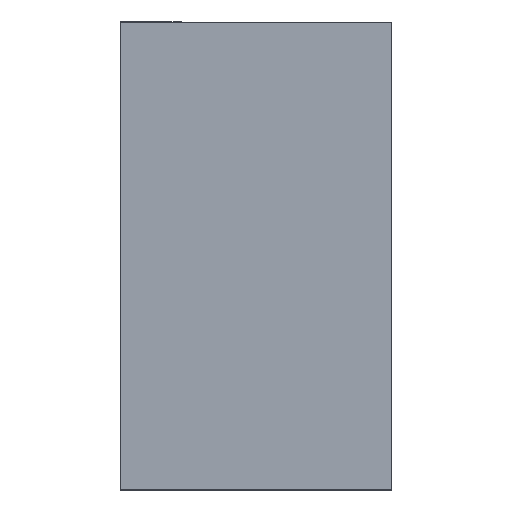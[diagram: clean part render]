
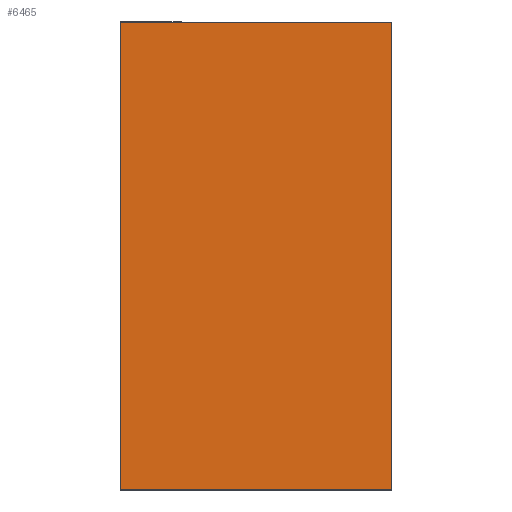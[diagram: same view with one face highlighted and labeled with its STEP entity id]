
A CAD part, left-side view. The second image highlights one B-rep face of the part: STEP entity #6465.
In plain terms, the highlighted planar face has unit normal (-1, 0, 0).
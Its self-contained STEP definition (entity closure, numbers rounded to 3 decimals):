
#1716=ORIENTED_EDGE('',*,*,#2535,.T.);
#1717=ORIENTED_EDGE('',*,*,#2548,.F.);
#1718=ORIENTED_EDGE('',*,*,#2549,.F.);
#1719=ORIENTED_EDGE('',*,*,#2550,.T.);
#2535=EDGE_CURVE('',#3069,#3068,#3711,.T.);
#2548=EDGE_CURVE('',#3072,#3068,#3724,.T.);
#2549=EDGE_CURVE('',#3073,#3072,#3725,.T.);
#2550=EDGE_CURVE('',#3073,#3069,#3726,.T.);
#3068=VERTEX_POINT('',#9913);
#3069=VERTEX_POINT('',#9915);
#3072=VERTEX_POINT('',#9932);
#3073=VERTEX_POINT('',#9934);
#3711=LINE('',#9914,#4367);
#3724=LINE('',#9931,#4380);
#3725=LINE('',#9933,#4381);
#3726=LINE('',#9935,#4382);
#4367=VECTOR('',#8334,1000.);
#4380=VECTOR('',#8349,1000.);
#4381=VECTOR('',#8350,1000.);
#4382=VECTOR('',#8351,1000.);
#4661=EDGE_LOOP('',(#1716,#1717,#1718,#1719));
#4939=FACE_BOUND('',#4661,.T.);
#5155=PLANE('',#6895);
#6465=ADVANCED_FACE('',(#4939),#5155,.F.);
#6895=AXIS2_PLACEMENT_3D('',#9930,#8347,#8348);
#8334=DIRECTION('',(0.,-1.,0.));
#8347=DIRECTION('',(1.,0.,0.));
#8348=DIRECTION('',(0.,0.,-1.));
#8349=DIRECTION('',(0.,0.,-1.));
#8350=DIRECTION('',(0.,-1.,0.));
#8351=DIRECTION('',(0.,0.,-1.));
#9913=CARTESIAN_POINT('',(-0.826,-0.476,0.));
#9914=CARTESIAN_POINT('',(-0.826,0.524,0.));
#9915=CARTESIAN_POINT('',(-0.826,0.524,0.));
#9930=CARTESIAN_POINT('',(-0.826,0.524,0.58));
#9931=CARTESIAN_POINT('',(-0.826,-0.476,0.58));
#9932=CARTESIAN_POINT('',(-0.826,-0.476,0.58));
#9933=CARTESIAN_POINT('',(-0.826,0.524,0.58));
#9934=CARTESIAN_POINT('',(-0.826,0.524,0.58));
#9935=CARTESIAN_POINT('',(-0.826,0.524,0.58));
